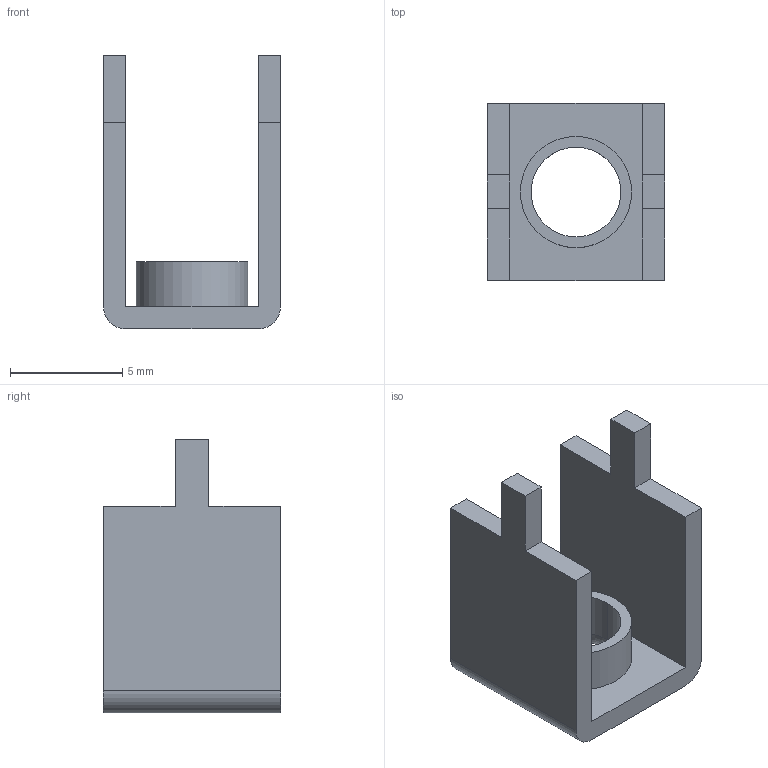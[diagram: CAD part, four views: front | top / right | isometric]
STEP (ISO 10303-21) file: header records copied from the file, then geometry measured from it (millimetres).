
FILE_DESCRIPTION (( 'STEP AP214' ), '1' );
FILE_NAME ('PCB-1094M4.STEP', '2025-05-01T17:51:49', ( '' ), ( '' ), 'SwSTEP 2.0', 'SolidWorks 2024', '' );
FILE_SCHEMA (( 'AUTOMOTIVE_DESIGN' ));
Length unit declared in the file: millimetre
Products named in the file (1): PCB-1094M4
Bounding box: 7.9 x 7.9 x 12.2 mm (x, y, z)
Volume: 195.5 mm3; surface area: 509.5 mm2
Topology: 1 solids, 1 shells, 28 faces, 76 edges, 50 vertices
Faces by surface type: plane 20, cylinder 6, torus 2
Entity records: 911 total; most frequent: CARTESIAN_POINT 167, ORIENTED_EDGE 152, DIRECTION 146, EDGE_CURVE 76, LINE 56, VECTOR 56, VERTEX_POINT 50, AXIS2_PLACEMENT_3D 45
